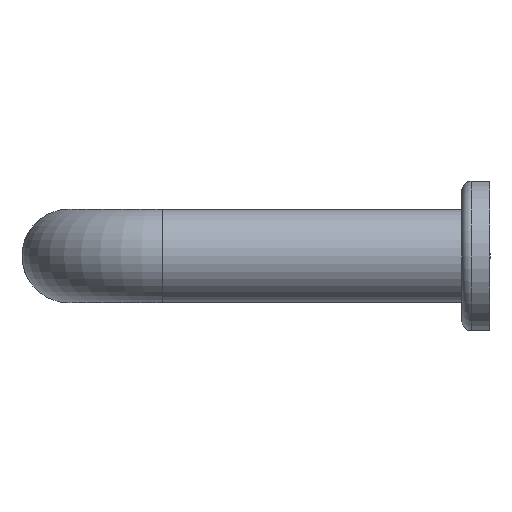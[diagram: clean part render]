
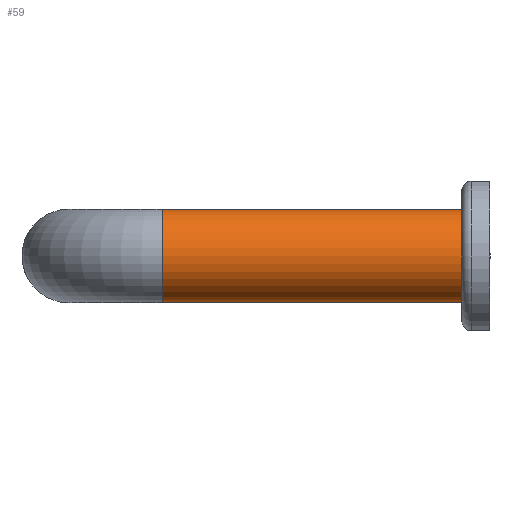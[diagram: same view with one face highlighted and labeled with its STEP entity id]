
A CAD part, left-side view. The second image highlights one B-rep face of the part: STEP entity #59.
In plain terms, the highlighted cylindrical face has radius 2.5 mm (diameter 5 mm), a full revolution.
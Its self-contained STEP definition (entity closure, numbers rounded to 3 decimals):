
#59 = ADVANCED_FACE( '', ( #136, #137 ), #138, .T. );
#136 = FACE_OUTER_BOUND( '', #243, .T. );
#137 = FACE_OUTER_BOUND( '', #244, .T. );
#138 = CYLINDRICAL_SURFACE( '', #245, 2.5 );
#243 = EDGE_LOOP( '', ( #354 ) );
#244 = EDGE_LOOP( '', ( #355 ) );
#245 = AXIS2_PLACEMENT_3D( '', #356, #357, #358 );
#354 = ORIENTED_EDGE( '', *, *, #486, .F. );
#355 = ORIENTED_EDGE( '', *, *, #488, .T. );
#356 = CARTESIAN_POINT( '', ( 2.5, 0., 0. ) );
#357 = DIRECTION( '', ( 0., 1., 0. ) );
#358 = DIRECTION( '', ( 0., 0., -1. ) );
#486 = EDGE_CURVE( '', #545, #545, #546, .T. );
#488 = EDGE_CURVE( '', #548, #548, #549, .T. );
#545 = VERTEX_POINT( '', #618 );
#546 = CIRCLE( '', #619, 2.5 );
#548 = VERTEX_POINT( '', #621 );
#549 = CIRCLE( '', #622, 2.5 );
#618 = CARTESIAN_POINT( '', ( 2.5, 1.5, -2.5 ) );
#619 = AXIS2_PLACEMENT_3D( '', #694, #695, #696 );
#621 = CARTESIAN_POINT( '', ( 2.5, 17.5, -2.5 ) );
#622 = AXIS2_PLACEMENT_3D( '', #697, #698, #699 );
#694 = CARTESIAN_POINT( '', ( 2.5, 1.5, 0. ) );
#695 = DIRECTION( '', ( 0., -1., 0. ) );
#696 = DIRECTION( '', ( 0., 0., -1. ) );
#697 = CARTESIAN_POINT( '', ( 2.5, 17.5, 0. ) );
#698 = DIRECTION( '', ( 0., -1., 0. ) );
#699 = DIRECTION( '', ( 0., 0., -1. ) );
